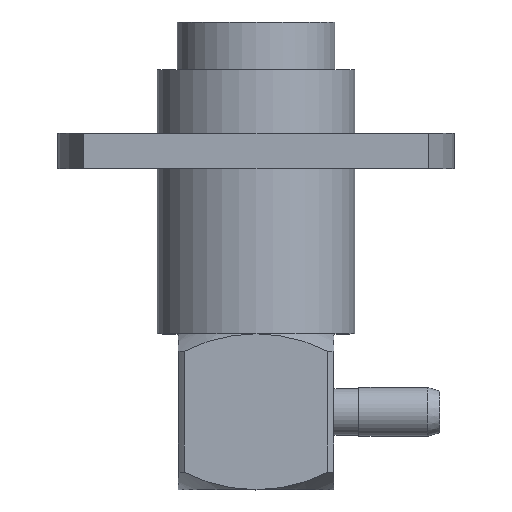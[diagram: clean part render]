
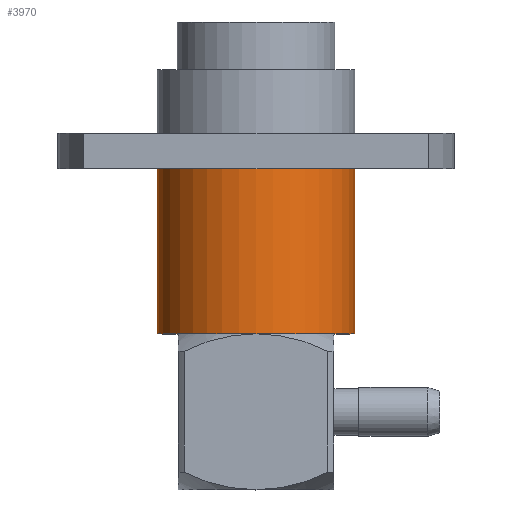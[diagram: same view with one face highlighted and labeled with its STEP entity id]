
A CAD part, top view. The second image highlights one B-rep face of the part: STEP entity #3970.
In plain terms, the highlighted cylindrical face has radius 4.75 mm (diameter 9.5 mm), a partial arc.
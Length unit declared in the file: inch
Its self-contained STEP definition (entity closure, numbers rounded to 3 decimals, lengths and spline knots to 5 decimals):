
#142 = FACE_OUTER_BOUND ( 'NONE', #213, .T. ) ;
#213 = EDGE_LOOP ( 'NONE', ( #11264, #831, #2018, #3546, #13822 ) ) ;
#291 = EDGE_CURVE ( 'NONE', #5884, #7100, #5834, .T. ) ;
#532 = VERTEX_POINT ( 'NONE', #2785 ) ;
#831 = ORIENTED_EDGE ( 'NONE', *, *, #5434, .T. ) ;
#918 = VERTEX_POINT ( 'NONE', #11668 ) ;
#1444 = DIRECTION ( 'NONE',  ( 0., -1., 0. ) ) ;
#1622 = CARTESIAN_POINT ( 'NONE',  ( -0.18701, 0.7751, 0. ) ) ;
#1908 = CARTESIAN_POINT ( 'NONE',  ( 0., 0.46063, 0. ) ) ;
#2018 = ORIENTED_EDGE ( 'NONE', *, *, #2226, .T. ) ;
#2226 = EDGE_CURVE ( 'NONE', #9223, #918, #8794, .T. ) ;
#2785 = CARTESIAN_POINT ( 'NONE',  ( -0.18701, 0.14764, 0. ) ) ;
#3092 = DIRECTION ( 'NONE',  ( 0., 0., -1. ) ) ;
#3427 = EDGE_CURVE ( 'NONE', #532, #7100, #7157, .T. ) ;
#3546 = ORIENTED_EDGE ( 'NONE', *, *, #8457, .T. ) ;
#3690 = CYLINDRICAL_SURFACE ( 'NONE', #9983, 0.18701 ) ;
#3970 = ADVANCED_FACE ( 'NONE', ( #142 ), #3690, .T. ) ;
#4408 = CARTESIAN_POINT ( 'NONE',  ( 0.18701, 0.46063, 0. ) ) ;
#4783 = CARTESIAN_POINT ( 'NONE',  ( 0.18701, 0.7751, 0. ) ) ;
#4801 = DIRECTION ( 'NONE',  ( 0., -1., 0. ) ) ;
#4858 = VECTOR ( 'NONE', #4891, 39.37008 ) ;
#4891 = DIRECTION ( 'NONE',  ( 0., -1., 0. ) ) ;
#5186 = DIRECTION ( 'NONE',  ( 0., -1., 0. ) ) ;
#5434 = EDGE_CURVE ( 'NONE', #5884, #9223, #11209, .T. ) ;
#5834 = LINE ( 'NONE', #4783, #12078 ) ;
#5884 = VERTEX_POINT ( 'NONE', #4408 ) ;
#6187 = AXIS2_PLACEMENT_3D ( 'NONE', #13505, #12111, #10118 ) ;
#6471 = AXIS2_PLACEMENT_3D ( 'NONE', #1908, #5186, #3092 ) ;
#6611 = CARTESIAN_POINT ( 'NONE',  ( 0., 0.14764, 0. ) ) ;
#6817 = CARTESIAN_POINT ( 'NONE',  ( 0.18701, 0.14764, 0. ) ) ;
#7097 = CARTESIAN_POINT ( 'NONE',  ( 0., 0.7751, 0. ) ) ;
#7100 = VERTEX_POINT ( 'NONE', #6817 ) ;
#7157 = CIRCLE ( 'NONE', #11675, 0.18701 ) ;
#8369 = LINE ( 'NONE', #1622, #4858 ) ;
#8457 = EDGE_CURVE ( 'NONE', #918, #532, #8369, .T. ) ;
#8794 = CIRCLE ( 'NONE', #6187, 0.18701 ) ;
#9190 = DIRECTION ( 'NONE',  ( -1., 0., 0. ) ) ;
#9223 = VERTEX_POINT ( 'NONE', #11242 ) ;
#9983 = AXIS2_PLACEMENT_3D ( 'NONE', #7097, #4801, #9190 ) ;
#10032 = DIRECTION ( 'NONE',  ( 0., 1., 0. ) ) ;
#10118 = DIRECTION ( 'NONE',  ( 0., 0., -1. ) ) ;
#11209 = CIRCLE ( 'NONE', #6471, 0.18701 ) ;
#11242 = CARTESIAN_POINT ( 'NONE',  ( 0., 0.46063, 0.18701 ) ) ;
#11264 = ORIENTED_EDGE ( 'NONE', *, *, #291, .F. ) ;
#11668 = CARTESIAN_POINT ( 'NONE',  ( -0.18701, 0.46063, 0. ) ) ;
#11675 = AXIS2_PLACEMENT_3D ( 'NONE', #6611, #10032, #12257 ) ;
#12078 = VECTOR ( 'NONE', #1444, 39.37008 ) ;
#12111 = DIRECTION ( 'NONE',  ( 0., -1., 0. ) ) ;
#12257 = DIRECTION ( 'NONE',  ( 0., 0., -1. ) ) ;
#13505 = CARTESIAN_POINT ( 'NONE',  ( 0., 0.46063, 0. ) ) ;
#13822 = ORIENTED_EDGE ( 'NONE', *, *, #3427, .T. ) ;
